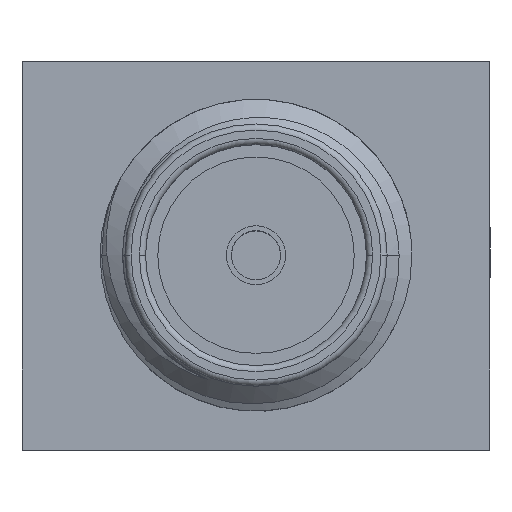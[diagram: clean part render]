
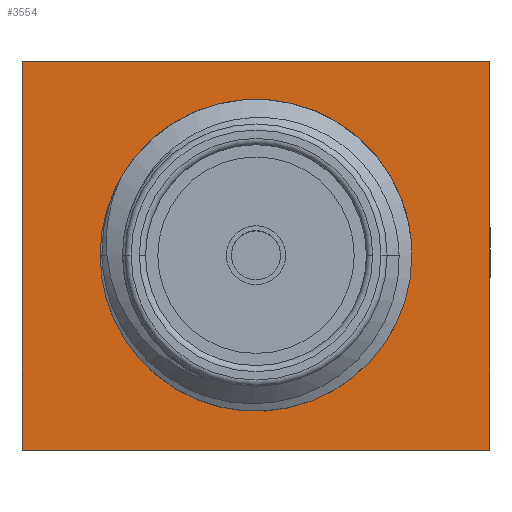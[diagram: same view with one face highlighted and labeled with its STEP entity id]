
A CAD part, top view. The second image highlights one B-rep face of the part: STEP entity #3554.
In plain terms, the highlighted planar face has unit normal (0, 0, 1).
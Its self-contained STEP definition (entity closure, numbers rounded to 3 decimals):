
#6 = VECTOR ( 'NONE', #784, 1000. ) ;
#39 = EDGE_CURVE ( 'NONE', #1116, #3476, #1736, .T. ) ;
#93 = ORIENTED_EDGE ( 'NONE', *, *, #2731, .F. ) ;
#150 = CIRCLE ( 'NONE', #1566, 2.67 ) ;
#201 = PLANE ( 'NONE',  #3323 ) ;
#264 = EDGE_LOOP ( 'NONE', ( #2302, #1179 ) ) ;
#324 = CARTESIAN_POINT ( 'NONE',  ( -4.765, 0., 0. ) ) ;
#326 = DIRECTION ( 'NONE',  ( 0., 0., 1. ) ) ;
#434 = LINE ( 'NONE', #699, #619 ) ;
#482 = DIRECTION ( 'NONE',  ( 0., 0., -1. ) ) ;
#500 = CARTESIAN_POINT ( 'NONE',  ( 0., -3.96, 0. ) ) ;
#554 = FACE_OUTER_BOUND ( 'NONE', #2630, .T. ) ;
#568 = EDGE_CURVE ( 'NONE', #3024, #2518, #434, .T. ) ;
#619 = VECTOR ( 'NONE', #895, 1000. ) ;
#635 = FACE_BOUND ( 'NONE', #264, .T. ) ;
#671 = VECTOR ( 'NONE', #2951, 1000. ) ;
#689 = CARTESIAN_POINT ( 'NONE',  ( -2.67, 0., 0. ) ) ;
#699 = CARTESIAN_POINT ( 'NONE',  ( 0., 3.96, 0. ) ) ;
#735 = CARTESIAN_POINT ( 'NONE',  ( 4.765, 3.96, 0. ) ) ;
#784 = DIRECTION ( 'NONE',  ( 1., 0., 0. ) ) ;
#855 = LINE ( 'NONE', #500, #6 ) ;
#895 = DIRECTION ( 'NONE',  ( 1., 0., 0. ) ) ;
#1003 = CARTESIAN_POINT ( 'NONE',  ( 0., 0., 0. ) ) ;
#1058 = CARTESIAN_POINT ( 'NONE',  ( 0., 0., 0. ) ) ;
#1059 = CARTESIAN_POINT ( 'NONE',  ( -4.765, 3.96, 0. ) ) ;
#1116 = VERTEX_POINT ( 'NONE', #689 ) ;
#1179 = ORIENTED_EDGE ( 'NONE', *, *, #39, .F. ) ;
#1413 = CARTESIAN_POINT ( 'NONE',  ( 4.765, -3.96, 0. ) ) ;
#1566 = AXIS2_PLACEMENT_3D ( 'NONE', #1971, #326, #2257 ) ;
#1736 = CIRCLE ( 'NONE', #3097, 2.67 ) ;
#1772 = EDGE_CURVE ( 'NONE', #2590, #2313, #855, .T. ) ;
#1805 = EDGE_CURVE ( 'NONE', #2313, #2518, #2832, .T. ) ;
#1888 = VECTOR ( 'NONE', #2254, 1000. ) ;
#1971 = CARTESIAN_POINT ( 'NONE',  ( 0., 0., 0. ) ) ;
#1977 = LINE ( 'NONE', #324, #1888 ) ;
#2253 = ORIENTED_EDGE ( 'NONE', *, *, #1805, .T. ) ;
#2254 = DIRECTION ( 'NONE',  ( 0., 1., 0. ) ) ;
#2257 = DIRECTION ( 'NONE',  ( 0., 1., 0. ) ) ;
#2293 = ORIENTED_EDGE ( 'NONE', *, *, #1772, .T. ) ;
#2302 = ORIENTED_EDGE ( 'NONE', *, *, #2328, .F. ) ;
#2313 = VERTEX_POINT ( 'NONE', #1413 ) ;
#2328 = EDGE_CURVE ( 'NONE', #3476, #1116, #150, .T. ) ;
#2343 = CARTESIAN_POINT ( 'NONE',  ( 2.67, 0., 0. ) ) ;
#2414 = DIRECTION ( 'NONE',  ( 0., 1., 0. ) ) ;
#2430 = ORIENTED_EDGE ( 'NONE', *, *, #568, .F. ) ;
#2486 = DIRECTION ( 'NONE',  ( 0., 0., 1. ) ) ;
#2504 = DIRECTION ( 'NONE',  ( 0., 1., 0. ) ) ;
#2518 = VERTEX_POINT ( 'NONE', #735 ) ;
#2590 = VERTEX_POINT ( 'NONE', #3495 ) ;
#2630 = EDGE_LOOP ( 'NONE', ( #2253, #2430, #93, #2293 ) ) ;
#2731 = EDGE_CURVE ( 'NONE', #2590, #3024, #1977, .T. ) ;
#2832 = LINE ( 'NONE', #3236, #671 ) ;
#2951 = DIRECTION ( 'NONE',  ( 0., 1., 0. ) ) ;
#3024 = VERTEX_POINT ( 'NONE', #1059 ) ;
#3097 = AXIS2_PLACEMENT_3D ( 'NONE', #1058, #2486, #2504 ) ;
#3236 = CARTESIAN_POINT ( 'NONE',  ( 4.765, 0., 0. ) ) ;
#3323 = AXIS2_PLACEMENT_3D ( 'NONE', #1003, #482, #2414 ) ;
#3476 = VERTEX_POINT ( 'NONE', #2343 ) ;
#3495 = CARTESIAN_POINT ( 'NONE',  ( -4.765, -3.96, 0. ) ) ;
#3554 = ADVANCED_FACE ( 'NONE', ( #635, #554 ), #201, .F. ) ;
